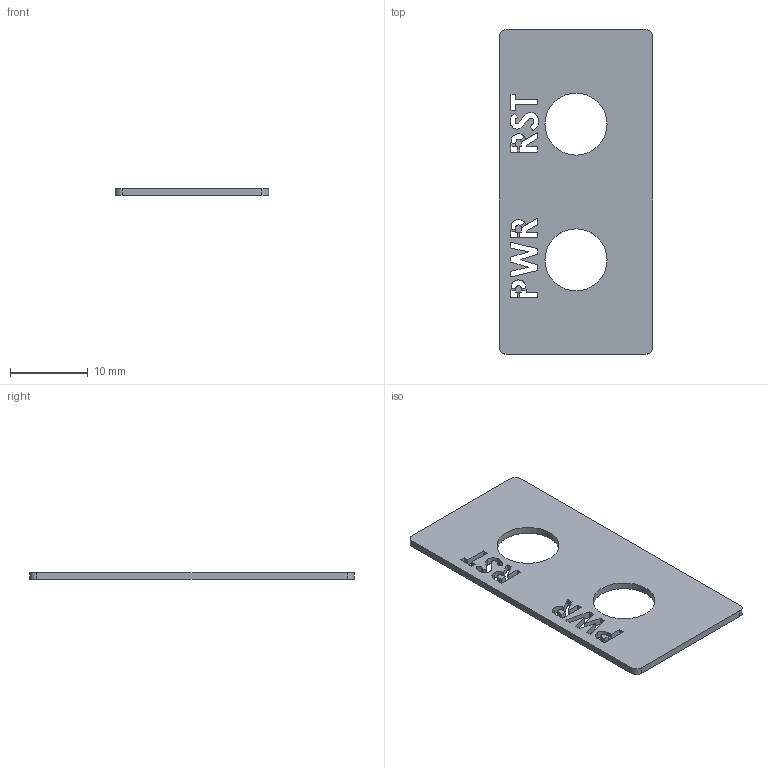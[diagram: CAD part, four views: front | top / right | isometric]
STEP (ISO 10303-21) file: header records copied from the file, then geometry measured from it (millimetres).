
FILE_DESCRIPTION (( 'STEP AP214' ), '1' );
FILE_NAME ('Case Label.STEP', '2019-06-14T13:12:40', ( '' ), ( '' ), 'SwSTEP 2.0', 'SolidWorks 2019', '' );
FILE_SCHEMA (( 'AUTOMOTIVE_DESIGN' ));
Length unit declared in the file: millimetre
Products named in the file (1): Case Label
Bounding box: 19.8 x 41.8 x 0.9 mm (x, y, z)
Volume: 624.6 mm3; surface area: 1636.1 mm2
Topology: 1 solids, 1 shells, 124 faces, 380 edges, 252 vertices
Faces by surface type: plane 86, bspline 21, cylinder 17
Entity records: 5418 total; most frequent: CARTESIAN_POINT 2058, ORIENTED_EDGE 760, DIRECTION 576, EDGE_CURVE 380, VECTOR 292, LINE 292, VERTEX_POINT 252, EDGE_LOOP 146
